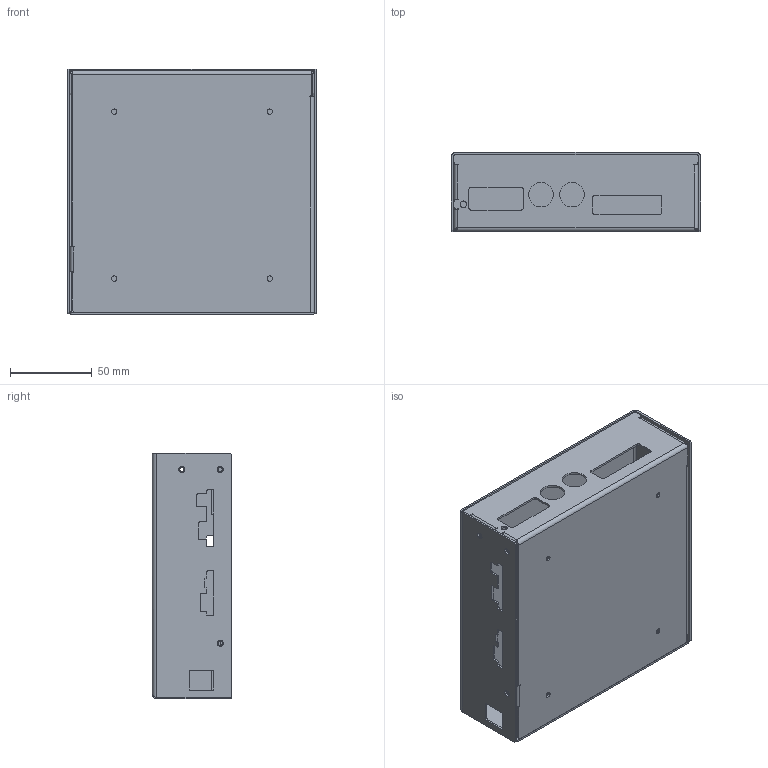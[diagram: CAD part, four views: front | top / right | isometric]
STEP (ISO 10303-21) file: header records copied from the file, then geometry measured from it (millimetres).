
FILE_DESCRIPTION (( 'STEP AP203' ), '1' );
FILE_NAME ('Soundboard Case v1.1.STEP', '2019-09-16T18:15:24', ( '' ), ( '' ), 'SwSTEP 2.0', 'SolidWorks 2019', '' );
FILE_SCHEMA (( 'CONFIG_CONTROL_DESIGN' ));
Length unit declared in the file: inch
Products named in the file (4): S-M3-1ZI_S-M3-1ZI; Soundboard Case v1.1; Base; Cover
Assembly tree (8 placements, depth 2):
  Soundboard Case v1.1
    Base
    Cover
    S-M3-1ZI_S-M3-1ZI  x6
Bounding box: 152.15 x 48.46 x 149.96 mm (x, y, z)
Volume: 87010.8 mm3; surface area: 146363.5 mm2
Topology: 8 solids, 8 shells, 847 faces, 2319 edges, 1516 vertices
Faces by surface type: plane 663, cylinder 152, cone 24, bspline 8
Full cylindrical faces by diameter (mm): 2.5 x6, 3 x6, 3.2 x4, 3.759 x6, 3.772 x6, 4 x1, 4.15 x3, 4.216 x6, 4.22 x6, 6.111 x6, 6.3 x12, 15 x2
Entity records: 12207 total; most frequent: CARTESIAN_POINT 2537, ORIENTED_EDGE 1874, DIRECTION 1849, EDGE_CURVE 937, LINE 689, VECTOR 689, VERTEX_POINT 622, AXIS2_PLACEMENT_3D 580
